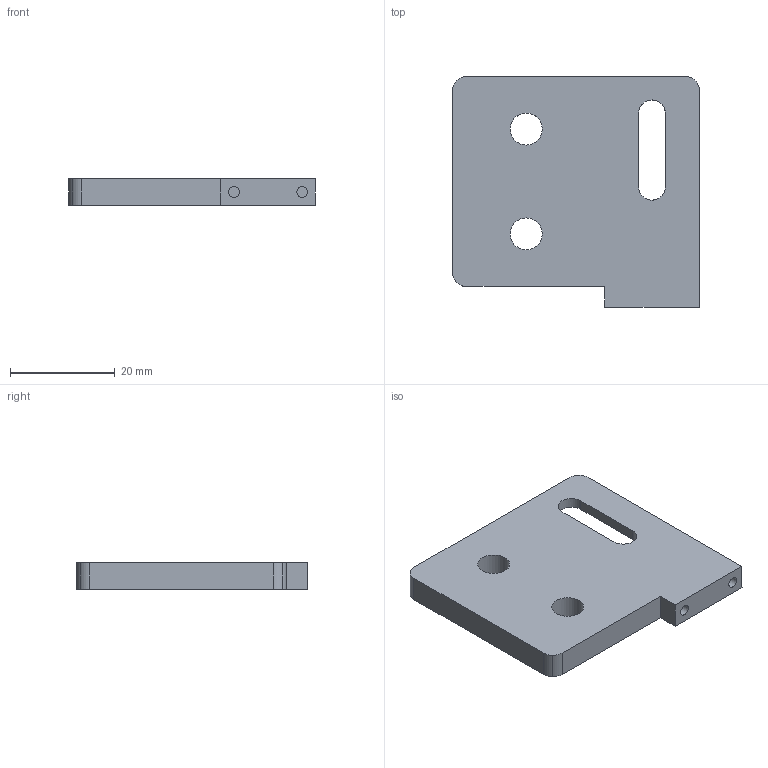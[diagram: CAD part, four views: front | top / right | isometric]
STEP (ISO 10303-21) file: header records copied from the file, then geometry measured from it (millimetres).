
FILE_DESCRIPTION(('HOOPS Exchange Step'),'2;1');
FILE_NAME('temp_export','2024-03-02T12:43:30-05:00',('mobile'),('Shapr3D Limited'),'HOOPS Exchange 2023.2','Shapr3D','Authorized');
FILE_SCHEMA( ('AUTOMOTIVE_DESIGN { 1 0 10303 214 1 1 1 1 }') );
Length unit declared in the file: millimetre
Products named in the file (3): Parts; Front Tensioners.step; root
Assembly tree (2 placements, depth 3):
  root
    Front Tensioners.step
      Parts
Bounding box: 47 x 44 x 5 mm (x, y, z)
Volume: 7805.6 mm3; surface area: 5054.1 mm2
Topology: 1 solids, 1 shells, 29 faces, 79 edges, 54 vertices
Faces by surface type: plane 16, cylinder 13
Full cylindrical faces by diameter (mm): 2.05 x2, 6.1 x2
Entity records: 1007 total; most frequent: CARTESIAN_POINT 171, DIRECTION 169, ORIENTED_EDGE 158, EDGE_CURVE 79, AXIS2_PLACEMENT_3D 60, VERTEX_POINT 54, VECTOR 49, LINE 49
